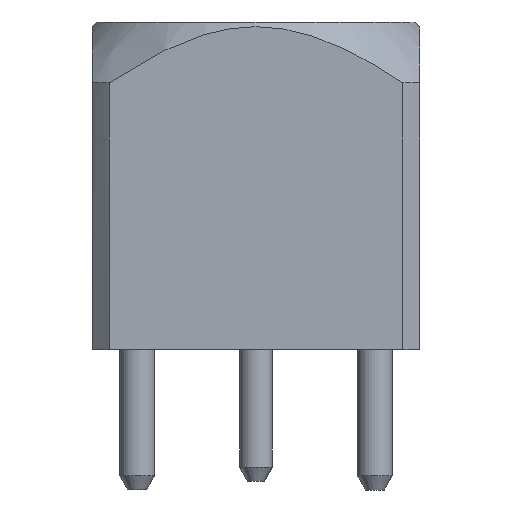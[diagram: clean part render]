
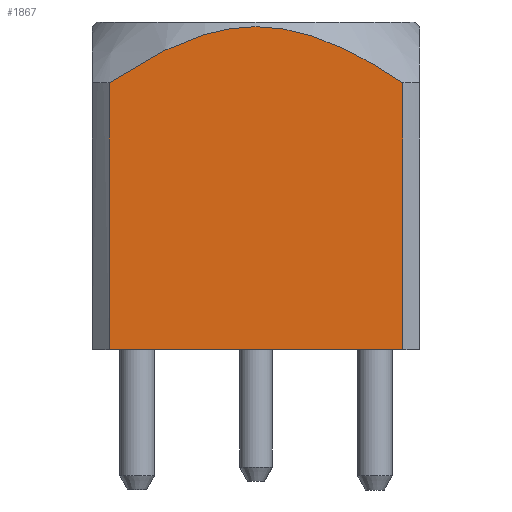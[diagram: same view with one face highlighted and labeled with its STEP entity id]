
A CAD part, front view. The second image highlights one B-rep face of the part: STEP entity #1867.
In plain terms, the highlighted planar face has unit normal (0, -1, 0).
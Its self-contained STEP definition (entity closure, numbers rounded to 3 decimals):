
#43 = ORIENTED_EDGE ( 'NONE', *, *, #913, .F. ) ;
#68 = CARTESIAN_POINT ( 'NONE',  ( 3.137, 0., -3.5 ) ) ;
#92 = CARTESIAN_POINT ( 'NONE',  ( 0.567, 0., 3.354 ) ) ;
#127 = LINE ( 'NONE', #977, #1874 ) ;
#165 = CARTESIAN_POINT ( 'NONE',  ( -1.945, 0., 2.898 ) ) ;
#191 = DIRECTION ( 'NONE',  ( 0., 1., 0. ) ) ;
#291 = CARTESIAN_POINT ( 'NONE',  ( 1.938, 0., 2.932 ) ) ;
#399 = CARTESIAN_POINT ( 'NONE',  ( -0.227, 0., 3.4 ) ) ;
#456 = DIRECTION ( 'NONE',  ( 0., 0., 1. ) ) ;
#507 = CARTESIAN_POINT ( 'NONE',  ( 3.137, 0., 2.2 ) ) ;
#563 = VERTEX_POINT ( 'NONE', #2560 ) ;
#569 = CARTESIAN_POINT ( 'NONE',  ( -1.407, 0., 3.128 ) ) ;
#570 = VECTOR ( 'NONE', #456, 1000. ) ;
#571 = DIRECTION ( 'NONE',  ( -1., 0., 0. ) ) ;
#580 = CARTESIAN_POINT ( 'NONE',  ( -2.522, 0., 2.593 ) ) ;
#616 = PLANE ( 'NONE',  #935 ) ;
#685 = CARTESIAN_POINT ( 'NONE',  ( 1.36, 0., 3.145 ) ) ;
#730 = CARTESIAN_POINT ( 'NONE',  ( -3.137, 0., 2.2 ) ) ;
#777 = CARTESIAN_POINT ( 'NONE',  ( -0.917, 0., 3.282 ) ) ;
#792 = ORIENTED_EDGE ( 'NONE', *, *, #1243, .F. ) ;
#793 = CARTESIAN_POINT ( 'NONE',  ( -0.452, 0., 3.378 ) ) ;
#806 = CARTESIAN_POINT ( 'NONE',  ( -1.51, 0., 3.088 ) ) ;
#908 = CARTESIAN_POINT ( 'NONE',  ( 0., 0., 3.4 ) ) ;
#913 = EDGE_CURVE ( 'NONE', #563, #2387, #937, .T. ) ;
#933 = CARTESIAN_POINT ( 'NONE',  ( 0.114, 0., 3.4 ) ) ;
#935 = AXIS2_PLACEMENT_3D ( 'NONE', #1253, #191, #1051 ) ;
#937 = LINE ( 'NONE', #2698, #1988 ) ;
#977 = CARTESIAN_POINT ( 'NONE',  ( -3.5, 0., -3.5 ) ) ;
#994 = CARTESIAN_POINT ( 'NONE',  ( -1.152, 0., 3.217 ) ) ;
#1029 = CARTESIAN_POINT ( 'NONE',  ( -2.087, 0., 2.827 ) ) ;
#1043 = CARTESIAN_POINT ( 'NONE',  ( -1.27, 0., 3.178 ) ) ;
#1051 = DIRECTION ( 'NONE',  ( 0., 0., 1. ) ) ;
#1054 = EDGE_CURVE ( 'NONE', #1513, #2597, #1121, .T. ) ;
#1088 = CARTESIAN_POINT ( 'NONE',  ( -3.137, 0., 0. ) ) ;
#1121 = LINE ( 'NONE', #1088, #570 ) ;
#1137 = CARTESIAN_POINT ( 'NONE',  ( 1.182, 0., 3.207 ) ) ;
#1157 = CARTESIAN_POINT ( 'NONE',  ( 1.338, 0., 3.153 ) ) ;
#1192 = CARTESIAN_POINT ( 'NONE',  ( -2.822, 0., 2.41 ) ) ;
#1243 = EDGE_CURVE ( 'NONE', #2387, #1513, #127, .T. ) ;
#1253 = CARTESIAN_POINT ( 'NONE',  ( 0., 0., 0. ) ) ;
#1263 = ORIENTED_EDGE ( 'NONE', *, *, #1054, .F. ) ;
#1348 = CARTESIAN_POINT ( 'NONE',  ( 1.375, 0., 3.14 ) ) ;
#1371 = CARTESIAN_POINT ( 'NONE',  ( 0.226, 0., 3.394 ) ) ;
#1431 = CARTESIAN_POINT ( 'NONE',  ( -1.735, 0., 2.994 ) ) ;
#1513 = VERTEX_POINT ( 'NONE', #2765 ) ;
#1552 = CARTESIAN_POINT ( 'NONE',  ( 1.093, 0., 3.234 ) ) ;
#1559 = CARTESIAN_POINT ( 'NONE',  ( 0.453, 0., 3.371 ) ) ;
#1570 = CARTESIAN_POINT ( 'NONE',  ( 0.397, 0., 3.378 ) ) ;
#1656 = CARTESIAN_POINT ( 'NONE',  ( -1.45, 0., 3.112 ) ) ;
#1702 = EDGE_LOOP ( 'NONE', ( #792, #43, #1973, #2595, #1263 ) ) ;
#1781 = CARTESIAN_POINT ( 'NONE',  ( 2.507, 0., 2.62 ) ) ;
#1786 = CARTESIAN_POINT ( 'NONE',  ( 0.624, 0., 3.345 ) ) ;
#1816 = CARTESIAN_POINT ( 'NONE',  ( -3.137, 0., 2.2 ) ) ;
#1867 = ADVANCED_FACE ( 'NONE', ( #2083 ), #616, .F. ) ;
#1874 = VECTOR ( 'NONE', #571, 1000. ) ;
#1883 = CARTESIAN_POINT ( 'NONE',  ( -0.74, 0., 3.323 ) ) ;
#1973 = ORIENTED_EDGE ( 'NONE', *, *, #2472, .F. ) ;
#1988 = VECTOR ( 'NONE', #2294, 1000. ) ;
#1997 = CARTESIAN_POINT ( 'NONE',  ( 0.917, 0., 3.283 ) ) ;
#2010 = CARTESIAN_POINT ( 'NONE',  ( 0.8, 0., 3.311 ) ) ;
#2072 = CARTESIAN_POINT ( 'NONE',  ( -1.631, 0., 3.04 ) ) ;
#2083 = FACE_OUTER_BOUND ( 'NONE', #1702, .T. ) ;
#2084 = CARTESIAN_POINT ( 'NONE',  ( -0.976, 0., 3.267 ) ) ;
#2092 = CARTESIAN_POINT ( 'NONE',  ( -0.8, 0., 3.31 ) ) ;
#2113 = CARTESIAN_POINT ( 'NONE',  ( -1.397, 0., 3.131 ) ) ;
#2294 = DIRECTION ( 'NONE',  ( 0., 0., -1. ) ) ;
#2387 = VERTEX_POINT ( 'NONE', #68 ) ;
#2394 = CARTESIAN_POINT ( 'NONE',  ( 0., 0., 3.4 ) ) ;
#2406 = VERTEX_POINT ( 'NONE', #2394 ) ;
#2420 = B_SPLINE_CURVE_WITH_KNOTS ( 'NONE', 3,
 ( #908, #933, #1371, #1570, #1559, #92, #1786, #2010, #1997, #1552, #1137, #2436, #1157, #685, #1348, #2670, #291, #1781, #507 ),
 .UNSPECIFIED., .F., .F.,
 ( 4, 2, 2, 2, 2, 1, 1, 1, 2, 2, 4 ),
 ( 0., 0.125, 0.187, 0.25, 0.375, 0.437, 0.469, 0.484, 0.492, 0.5, 1. ),
 .UNSPECIFIED. ) ;
#2436 = CARTESIAN_POINT ( 'NONE',  ( 1.286, 0., 3.172 ) ) ;
#2472 = EDGE_CURVE ( 'NONE', #2406, #563, #2420, .T. ) ;
#2528 = CARTESIAN_POINT ( 'NONE',  ( 0., 0., 3.4 ) ) ;
#2560 = CARTESIAN_POINT ( 'NONE',  ( 3.137, 0., 2.2 ) ) ;
#2568 = B_SPLINE_CURVE_WITH_KNOTS ( 'NONE', 3,
 ( #730, #1192, #580, #1029, #165, #1431, #2072, #806, #1656, #2762, #569, #2113, #1043, #994, #2084, #777, #2092, #1883, #793, #399, #2528 ),
 .UNSPECIFIED., .F., .F.,
 ( 4, 2, 2, 1, 1, 1, 2, 2, 2, 2, 2, 4 ),
 ( 0., 0.25, 0.375, 0.437, 0.469, 0.484, 0.492, 0.5, 0.625, 0.687, 0.75, 1. ),
 .UNSPECIFIED. ) ;
#2595 = ORIENTED_EDGE ( 'NONE', *, *, #2672, .F. ) ;
#2597 = VERTEX_POINT ( 'NONE', #1816 ) ;
#2670 = CARTESIAN_POINT ( 'NONE',  ( 1.381, 0., 3.137 ) ) ;
#2672 = EDGE_CURVE ( 'NONE', #2597, #2406, #2568, .T. ) ;
#2698 = CARTESIAN_POINT ( 'NONE',  ( 3.137, 0., 0. ) ) ;
#2762 = CARTESIAN_POINT ( 'NONE',  ( -1.424, 0., 3.121 ) ) ;
#2765 = CARTESIAN_POINT ( 'NONE',  ( -3.137, 0., -3.5 ) ) ;
